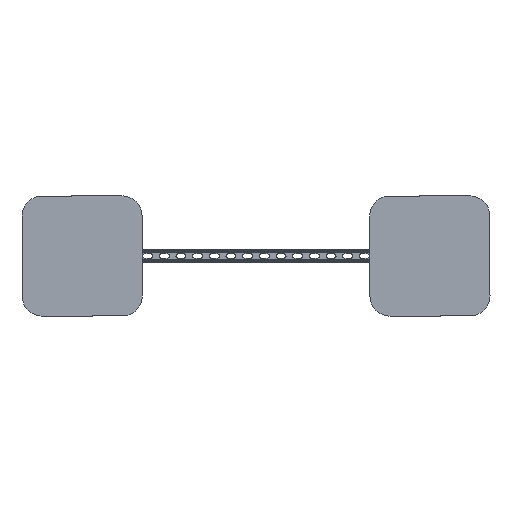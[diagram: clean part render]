
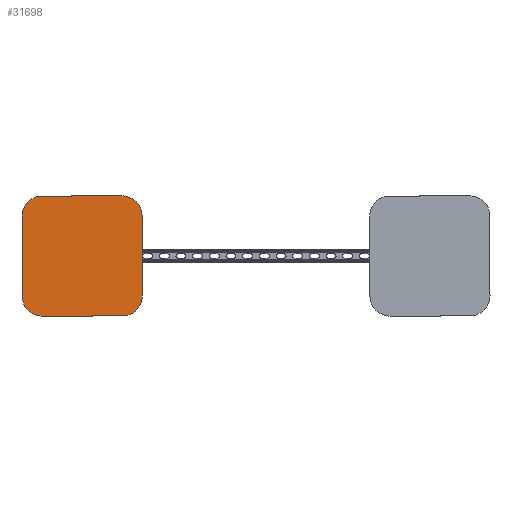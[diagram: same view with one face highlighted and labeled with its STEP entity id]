
A CAD part, front view. The second image highlights one B-rep face of the part: STEP entity #31698.
In plain terms, the highlighted face is planar.
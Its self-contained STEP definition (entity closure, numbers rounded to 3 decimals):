
#2351=PLANE('',#35105);
#3937=FACE_OUTER_BOUND('',#5908,.T.);
#5908=EDGE_LOOP('',(#27756,#27757,#27758,#27759,#27760,#27761,#27762,#27763));
#8117=LINE('',#59039,#10431);
#8149=LINE('',#59499,#10463);
#8152=LINE('',#59507,#10466);
#8155=LINE('',#59517,#10469);
#10431=VECTOR('',#42724,10.);
#10463=VECTOR('',#43114,10.);
#10466=VECTOR('',#43123,10.);
#10469=VECTOR('',#43136,10.);
#11999=CIRCLE('',#35096,60.);
#12000=CIRCLE('',#35099,60.);
#12001=CIRCLE('',#35101,60.);
#12002=CIRCLE('',#35104,60.);
#14732=VERTEX_POINT('',#59036);
#14733=VERTEX_POINT('',#59038);
#14789=VERTEX_POINT('',#59496);
#14790=VERTEX_POINT('',#59498);
#14791=VERTEX_POINT('',#59502);
#14792=VERTEX_POINT('',#59506);
#14793=VERTEX_POINT('',#59512);
#14794=VERTEX_POINT('',#59516);
#19054=EDGE_CURVE('',#14733,#14732,#8117,.T.);
#19166=EDGE_CURVE('',#14790,#14789,#8149,.T.);
#19168=EDGE_CURVE('',#14791,#14790,#11999,.T.);
#19170=EDGE_CURVE('',#14792,#14791,#8152,.T.);
#19172=EDGE_CURVE('',#14732,#14792,#12000,.T.);
#19173=EDGE_CURVE('',#14793,#14733,#12001,.T.);
#19175=EDGE_CURVE('',#14794,#14793,#8155,.T.);
#19177=EDGE_CURVE('',#14789,#14794,#12002,.T.);
#27756=ORIENTED_EDGE('',*,*,#19177,.T.);
#27757=ORIENTED_EDGE('',*,*,#19175,.T.);
#27758=ORIENTED_EDGE('',*,*,#19173,.T.);
#27759=ORIENTED_EDGE('',*,*,#19054,.T.);
#27760=ORIENTED_EDGE('',*,*,#19172,.T.);
#27761=ORIENTED_EDGE('',*,*,#19170,.T.);
#27762=ORIENTED_EDGE('',*,*,#19168,.T.);
#27763=ORIENTED_EDGE('',*,*,#19166,.T.);
#31698=ADVANCED_FACE('',(#3937),#2351,.T.);
#35096=AXIS2_PLACEMENT_3D('',#59503,#43118,#43119);
#35099=AXIS2_PLACEMENT_3D('',#59510,#43127,#43128);
#35101=AXIS2_PLACEMENT_3D('',#59513,#43131,#43132);
#35104=AXIS2_PLACEMENT_3D('',#59520,#43140,#43141);
#35105=AXIS2_PLACEMENT_3D('',#59521,#43142,#43143);
#42724=DIRECTION('',(-1.,0.,0.));
#43114=DIRECTION('',(1.,0.,0.));
#43118=DIRECTION('center_axis',(0.,0.,1.));
#43119=DIRECTION('ref_axis',(-1.,0.,0.));
#43123=DIRECTION('',(0.,-1.,0.));
#43127=DIRECTION('center_axis',(0.,0.,1.));
#43128=DIRECTION('ref_axis',(0.,1.,0.));
#43131=DIRECTION('center_axis',(0.,0.,1.));
#43132=DIRECTION('ref_axis',(1.,0.,0.));
#43136=DIRECTION('',(0.,1.,0.));
#43140=DIRECTION('center_axis',(0.,0.,1.));
#43141=DIRECTION('ref_axis',(0.,-1.,0.));
#43142=DIRECTION('center_axis',(0.,0.,1.));
#43143=DIRECTION('ref_axis',(1.,0.,0.));
#59036=CARTESIAN_POINT('',(-120.,180.,2.5));
#59038=CARTESIAN_POINT('',(120.,180.,2.5));
#59039=CARTESIAN_POINT('',(120.,180.,2.5));
#59496=CARTESIAN_POINT('',(120.,-180.,2.5));
#59498=CARTESIAN_POINT('',(-120.,-180.,2.5));
#59499=CARTESIAN_POINT('',(-120.,-180.,2.5));
#59502=CARTESIAN_POINT('',(-180.,-120.,2.5));
#59503=CARTESIAN_POINT('Origin',(-120.,-120.,2.5));
#59506=CARTESIAN_POINT('',(-180.,120.,2.5));
#59507=CARTESIAN_POINT('',(-180.,120.,2.5));
#59510=CARTESIAN_POINT('Origin',(-120.,120.,2.5));
#59512=CARTESIAN_POINT('',(180.,120.,2.5));
#59513=CARTESIAN_POINT('Origin',(120.,120.,2.5));
#59516=CARTESIAN_POINT('',(180.,-120.,2.5));
#59517=CARTESIAN_POINT('',(180.,-120.,2.5));
#59520=CARTESIAN_POINT('Origin',(120.,-120.,2.5));
#59521=CARTESIAN_POINT('Origin',(0.,0.,
2.5));
